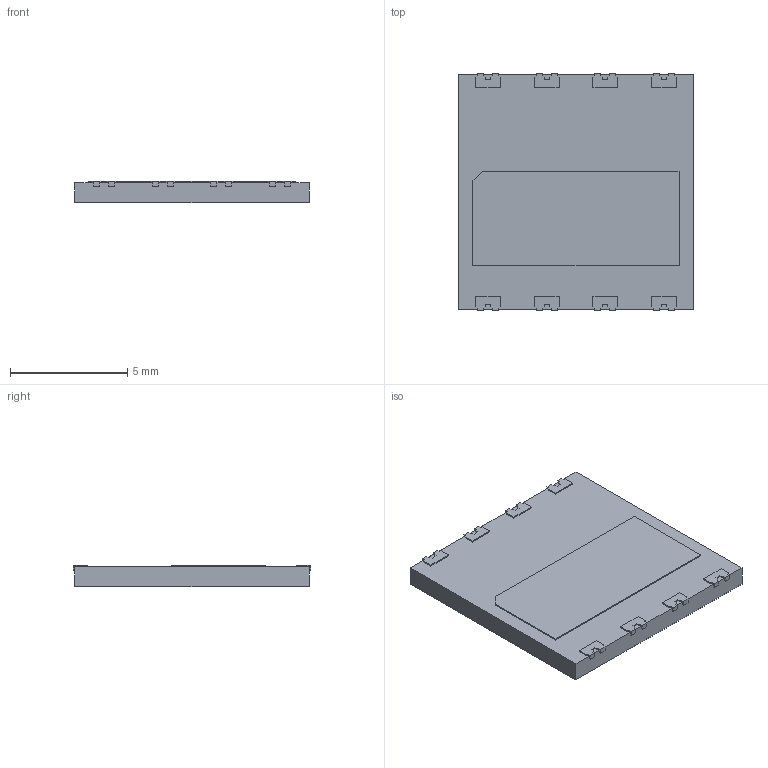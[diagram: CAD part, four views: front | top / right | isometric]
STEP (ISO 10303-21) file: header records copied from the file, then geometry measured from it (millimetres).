
FILE_DESCRIPTION(('STEP AP214'), '1');
FILE_NAME('ﾒﾍﾃ-ﾊ 65020ﾏ', '', ('UNSPECIFIED'), ('UNSPECIFIED'), 'C3D Converter', 'C3D Toolkit', '');
FILE_SCHEMA(('AUTOMOTIVE_DESIGN { 1 0 10303 214 3 1 1}'));
Length unit declared in the file: millimetre
Bounding box: 10 x 10.1 x 0.9 mm (x, y, z)
Volume: 87 mm3; surface area: 237.4 mm2
Topology: 1 solids, 1 shells, 404 faces, 1147 edges, 762 vertices
Faces by surface type: plane 275, extrusion 114, cylinder 15
Full cylindrical faces by diameter (mm): 0.236 x1
Entity records: 16347 total; most frequent: CARTESIAN_POINT 2997, ORIENTED_EDGE 2292, DIRECTION 1644, EDGE_CURVE 1146, VECTOR 1002, LINE 888, VERTEX_POINT 762, EDGE_LOOP 422
